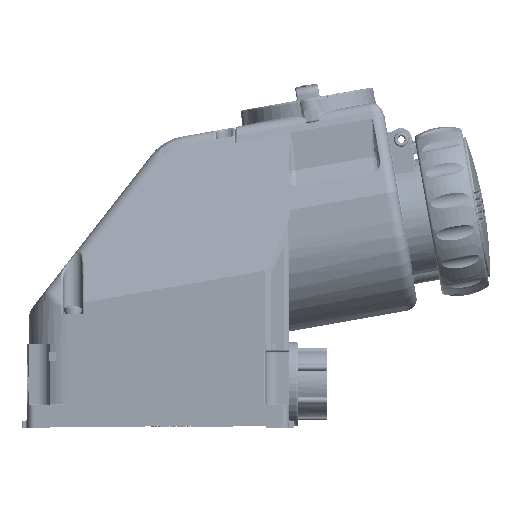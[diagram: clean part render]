
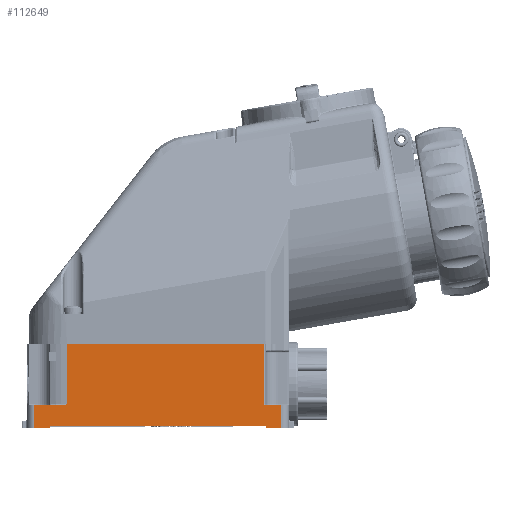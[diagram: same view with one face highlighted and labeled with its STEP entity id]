
A CAD part, front view. The second image highlights one B-rep face of the part: STEP entity #112649.
In plain terms, the highlighted planar face has unit normal (0, -1, 0).
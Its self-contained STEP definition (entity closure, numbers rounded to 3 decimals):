
#2823 = ORIENTED_EDGE ( 'NONE', *, *, #108388, .F. ) ;
#7422 = ORIENTED_EDGE ( 'NONE', *, *, #113392, .F. ) ;
#7854 = LINE ( 'NONE', #110005, #220473 ) ;
#8896 = ORIENTED_EDGE ( 'NONE', *, *, #135029, .T. ) ;
#10011 = B_SPLINE_CURVE_WITH_KNOTS ( 'NONE', 3,
 ( #48097, #91298, #256005, #68838, #254274, #110332 ),
 .UNSPECIFIED., .F., .F.,
 ( 4, 2, 4 ),
 ( 0., 0.001, 0.001 ),
 .UNSPECIFIED. ) ;
#10793 = CARTESIAN_POINT ( 'NONE',  ( -41., -57.5, 11. ) ) ;
#12477 = VECTOR ( 'NONE', #248609, 1000. ) ;
#13268 = ORIENTED_EDGE ( 'NONE', *, *, #31670, .F. ) ;
#13588 = CARTESIAN_POINT ( 'NONE',  ( -24.764, -57.5, 11.382 ) ) ;
#15835 = CARTESIAN_POINT ( 'NONE',  ( -41., -57.5, -1. ) ) ;
#16419 = CARTESIAN_POINT ( 'NONE',  ( -33., -57.5, 0. ) ) ;
#26849 = EDGE_CURVE ( 'NONE', #150906, #241219, #262151, .T. ) ;
#29697 = EDGE_LOOP ( 'NONE', ( #40060, #8896, #249253, #61191, #2823, #92606, #79608, #60757, #13268, #123846, #222395, #7422, #98464, #71349 ) ) ;
#30799 = DIRECTION ( 'NONE',  ( 0., 0., 1. ) ) ;
#31540 = CARTESIAN_POINT ( 'NONE',  ( -27.836, -57.5, 11.02 ) ) ;
#31670 = EDGE_CURVE ( 'NONE', #150906, #74319, #144783, .T. ) ;
#35066 = VECTOR ( 'NONE', #102155, 1000. ) ;
#35072 = CARTESIAN_POINT ( 'NONE',  ( -25.529, -57.5, 11.264 ) ) ;
#36790 = CARTESIAN_POINT ( 'NONE',  ( -52.005, -57.5, 11. ) ) ;
#37474 = AXIS2_PLACEMENT_3D ( 'NONE', #196265, #95309, #239360 ) ;
#40060 = ORIENTED_EDGE ( 'NONE', *, *, #250602, .F. ) ;
#45082 = VERTEX_POINT ( 'NONE', #203637 ) ;
#46403 = EDGE_CURVE ( 'NONE', #241219, #129052, #179968, .T. ) ;
#48097 = CARTESIAN_POINT ( 'NONE',  ( 79.868, -57.5, 11. ) ) ;
#53733 = LINE ( 'NONE', #36790, #156612 ) ;
#56627 = DIRECTION ( 'NONE',  ( 1., 0., 0. ) ) ;
#57226 = CARTESIAN_POINT ( 'NONE',  ( -33., -57.5, -1. ) ) ;
#59837 = CARTESIAN_POINT ( 'NONE',  ( -41., -57.5, -1. ) ) ;
#60757 = ORIENTED_EDGE ( 'NONE', *, *, #243893, .T. ) ;
#61191 = ORIENTED_EDGE ( 'NONE', *, *, #246117, .F. ) ;
#62947 = CARTESIAN_POINT ( 'NONE',  ( 78.75, -57.5, 11.5 ) ) ;
#63306 = CARTESIAN_POINT ( 'NONE',  ( -24., -57.5, 11. ) ) ;
#65353 = DIRECTION ( 'NONE',  ( 0., 0., 1. ) ) ;
#66442 = VECTOR ( 'NONE', #265731, 1000. ) ;
#66955 = DIRECTION ( 'NONE',  ( 1., 0., 0. ) ) ;
#68838 = CARTESIAN_POINT ( 'NONE',  ( 79.089, -57.5, 11.26 ) ) ;
#70304 = DIRECTION ( 'NONE',  ( 0., 0., -1. ) ) ;
#71349 = ORIENTED_EDGE ( 'NONE', *, *, #95705, .T. ) ;
#72999 = CARTESIAN_POINT ( 'NONE',  ( 78.75, -57.5, 43. ) ) ;
#74319 = VERTEX_POINT ( 'NONE', #59837 ) ;
#76761 = CARTESIAN_POINT ( 'NONE',  ( 80., -57.5, 0. ) ) ;
#79608 = ORIENTED_EDGE ( 'NONE', *, *, #137965, .F. ) ;
#84022 = VERTEX_POINT ( 'NONE', #209729 ) ;
#84408 = LINE ( 'NONE', #143917, #158665 ) ;
#86334 = VERTEX_POINT ( 'NONE', #259990 ) ;
#91298 = CARTESIAN_POINT ( 'NONE',  ( 79.657, -57.5, 11. ) ) ;
#91510 = CARTESIAN_POINT ( 'NONE',  ( -33., -57.5, -1. ) ) ;
#92606 = ORIENTED_EDGE ( 'NONE', *, *, #211669, .T. ) ;
#95309 = DIRECTION ( 'NONE',  ( 0., 1., 0. ) ) ;
#95705 = EDGE_CURVE ( 'NONE', #45082, #84022, #117952, .T. ) ;
#96349 = CARTESIAN_POINT ( 'NONE',  ( -24., -57.5, 11.5 ) ) ;
#98464 = ORIENTED_EDGE ( 'NONE', *, *, #104881, .F. ) ;
#99829 = VERTEX_POINT ( 'NONE', #219165 ) ;
#100990 = CARTESIAN_POINT ( 'NONE',  ( 88., -57.5, 43. ) ) ;
#102155 = DIRECTION ( 'NONE',  ( -1., 0., 0. ) ) ;
#104604 = CARTESIAN_POINT ( 'NONE',  ( -45., -57.5, 0. ) ) ;
#104881 = EDGE_CURVE ( 'NONE', #45082, #188188, #265636, .T. ) ;
#108388 = EDGE_CURVE ( 'NONE', #86334, #99829, #227070, .T. ) ;
#110005 = CARTESIAN_POINT ( 'NONE',  ( -41., -57.5, 43. ) ) ;
#110332 = CARTESIAN_POINT ( 'NONE',  ( 78.75, -57.5, 11.5 ) ) ;
#111928 = CARTESIAN_POINT ( 'NONE',  ( 78.75, -57.5, 43. ) ) ;
#112649 = ADVANCED_FACE ( 'NONE', ( #168402 ), #113442, .F. ) ;
#113392 = EDGE_CURVE ( 'NONE', #188188, #129052, #179185, .T. ) ;
#113442 = PLANE ( 'NONE',  #37474 ) ;
#113560 = CARTESIAN_POINT ( 'NONE',  ( -26.68, -57.5, 11.122 ) ) ;
#114839 = VECTOR ( 'NONE', #30799, 1000. ) ;
#117952 = LINE ( 'NONE', #100990, #66442 ) ;
#123754 = DIRECTION ( 'NONE',  ( -1., 0., 0. ) ) ;
#123846 = ORIENTED_EDGE ( 'NONE', *, *, #26849, .T. ) ;
#129052 = VERTEX_POINT ( 'NONE', #76761 ) ;
#135029 = EDGE_CURVE ( 'NONE', #181974, #215887, #10011, .T. ) ;
#137965 = EDGE_CURVE ( 'NONE', #250416, #262656, #53733, .T. ) ;
#143917 = CARTESIAN_POINT ( 'NONE',  ( -45., -57.5, 11. ) ) ;
#144783 = LINE ( 'NONE', #15835, #35066 ) ;
#150906 = VERTEX_POINT ( 'NONE', #91510 ) ;
#155019 = CARTESIAN_POINT ( 'NONE',  ( -27.064, -57.5, 11.081 ) ) ;
#156612 = VECTOR ( 'NONE', #56627, 1000. ) ;
#158665 = VECTOR ( 'NONE', #251748, 1000. ) ;
#159250 = VECTOR ( 'NONE', #123754, 1000. ) ;
#168402 = FACE_OUTER_BOUND ( 'NONE', #29697, .T. ) ;
#169246 = B_SPLINE_CURVE_WITH_KNOTS ( 'NONE', 3,
 ( #96349, #13588, #35072, #113560, #155019, #31540, #175693, #201719 ),
 .UNSPECIFIED., .F., .F.,
 ( 4, 2, 2, 4 ),
 ( 0., 0.002, 0.003, 0.005 ),
 .UNSPECIFIED. ) ;
#169680 = LINE ( 'NONE', #111928, #114839 ) ;
#175693 = CARTESIAN_POINT ( 'NONE',  ( -28.222, -57.5, 11. ) ) ;
#179185 = LINE ( 'NONE', #188753, #220941 ) ;
#179968 = LINE ( 'NONE', #104604, #12477 ) ;
#180693 = VERTEX_POINT ( 'NONE', #72999 ) ;
#181974 = VERTEX_POINT ( 'NONE', #194309 ) ;
#188188 = VERTEX_POINT ( 'NONE', #251092 ) ;
#188753 = CARTESIAN_POINT ( 'NONE',  ( 80., -57.5, -1. ) ) ;
#191410 = VECTOR ( 'NONE', #224666, 1000. ) ;
#194309 = CARTESIAN_POINT ( 'NONE',  ( 79.868, -57.5, 11. ) ) ;
#196265 = CARTESIAN_POINT ( 'NONE',  ( -45., -57.5, 43. ) ) ;
#201315 = VECTOR ( 'NONE', #266814, 1000. ) ;
#201719 = CARTESIAN_POINT ( 'NONE',  ( -28.61, -57.5, 11. ) ) ;
#203637 = CARTESIAN_POINT ( 'NONE',  ( 88., -57.5, -1. ) ) ;
#209729 = CARTESIAN_POINT ( 'NONE',  ( 88., -57.5, 11. ) ) ;
#211669 = EDGE_CURVE ( 'NONE', #86334, #262656, #169246, .T. ) ;
#213019 = VECTOR ( 'NONE', #66955, 1000. ) ;
#215887 = VERTEX_POINT ( 'NONE', #62947 ) ;
#219165 = CARTESIAN_POINT ( 'NONE',  ( -24., -57.5, 43. ) ) ;
#220473 = VECTOR ( 'NONE', #70304, 1000. ) ;
#220941 = VECTOR ( 'NONE', #65353, 1000. ) ;
#222395 = ORIENTED_EDGE ( 'NONE', *, *, #46403, .T. ) ;
#222817 = CARTESIAN_POINT ( 'NONE',  ( 88., -57.5, -1. ) ) ;
#224666 = DIRECTION ( 'NONE',  ( 0., 0., 1. ) ) ;
#227070 = LINE ( 'NONE', #63306, #201315 ) ;
#238746 = CARTESIAN_POINT ( 'NONE',  ( -28.61, -57.5, 11. ) ) ;
#239360 = DIRECTION ( 'NONE',  ( 0., 0., 1. ) ) ;
#241219 = VERTEX_POINT ( 'NONE', #16419 ) ;
#243893 = EDGE_CURVE ( 'NONE', #250416, #74319, #7854, .T. ) ;
#246117 = EDGE_CURVE ( 'NONE', #99829, #180693, #258157, .T. ) ;
#248609 = DIRECTION ( 'NONE',  ( 1., 0., 0. ) ) ;
#249253 = ORIENTED_EDGE ( 'NONE', *, *, #265199, .T. ) ;
#250416 = VERTEX_POINT ( 'NONE', #10793 ) ;
#250602 = EDGE_CURVE ( 'NONE', #181974, #84022, #84408, .T. ) ;
#251092 = CARTESIAN_POINT ( 'NONE',  ( 80., -57.5, -1. ) ) ;
#251528 = CARTESIAN_POINT ( 'NONE',  ( -45., -57.5, 43. ) ) ;
#251748 = DIRECTION ( 'NONE',  ( 1., 0., 0. ) ) ;
#254274 = CARTESIAN_POINT ( 'NONE',  ( 78.92, -57.5, 11.38 ) ) ;
#256005 = CARTESIAN_POINT ( 'NONE',  ( 79.456, -57.5, 11.071 ) ) ;
#258157 = LINE ( 'NONE', #251528, #213019 ) ;
#259990 = CARTESIAN_POINT ( 'NONE',  ( -24., -57.5, 11.5 ) ) ;
#262151 = LINE ( 'NONE', #57226, #191410 ) ;
#262656 = VERTEX_POINT ( 'NONE', #238746 ) ;
#265199 = EDGE_CURVE ( 'NONE', #215887, #180693, #169680, .T. ) ;
#265636 = LINE ( 'NONE', #222817, #159250 ) ;
#265731 = DIRECTION ( 'NONE',  ( 0., 0., 1. ) ) ;
#266814 = DIRECTION ( 'NONE',  ( 0., 0., 1. ) ) ;
